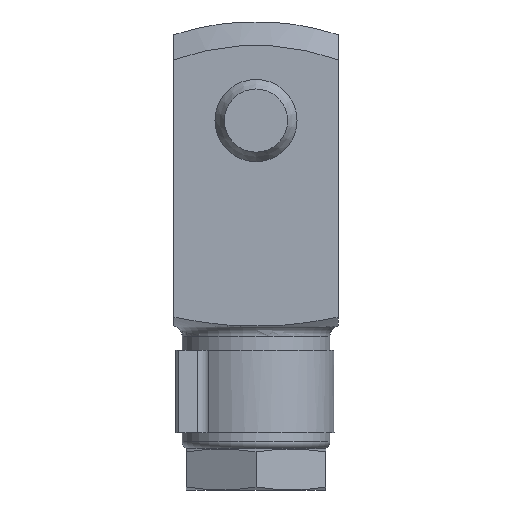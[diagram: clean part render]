
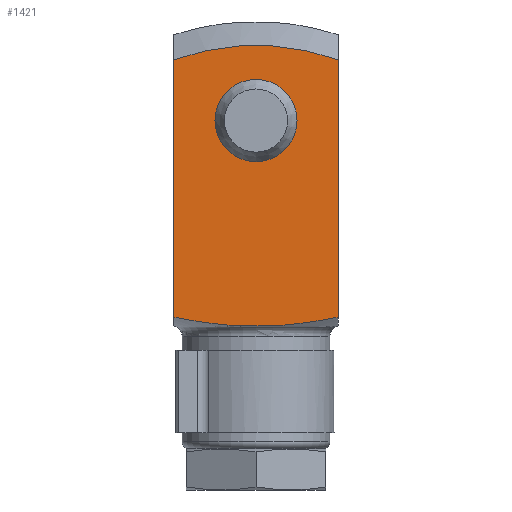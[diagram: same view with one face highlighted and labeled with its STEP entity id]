
A CAD part, left-side view. The second image highlights one B-rep face of the part: STEP entity #1421.
In plain terms, the highlighted face is planar.
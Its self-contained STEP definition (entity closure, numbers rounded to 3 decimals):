
#83=B_SPLINE_CURVE_WITH_KNOTS('',3,(#2178,#2179,#2180,#2181),
 .UNSPECIFIED.,.F.,.F.,(4,4),(0.,0.008),
 .UNSPECIFIED.);
#84=B_SPLINE_CURVE_WITH_KNOTS('',3,(#2183,#2184,#2185,#2186,#2187),
 .UNSPECIFIED.,.F.,.F.,(4,1,4),(0.023,0.025,0.027),
 .UNSPECIFIED.);
#85=B_SPLINE_CURVE_WITH_KNOTS('',3,(#2189,#2190,#2191,#2192),
 .UNSPECIFIED.,.F.,.F.,(4,4),(0.012,0.02),
 .UNSPECIFIED.);
#124=LINE('',#2176,#226);
#125=LINE('',#2194,#227);
#226=VECTOR('',#1740,1000.);
#227=VECTOR('',#1741,1000.);
#339=ORIENTED_EDGE('',*,*,#747,.T.);
#340=ORIENTED_EDGE('',*,*,#748,.F.);
#341=ORIENTED_EDGE('',*,*,#749,.F.);
#342=ORIENTED_EDGE('',*,*,#750,.T.);
#343=ORIENTED_EDGE('',*,*,#751,.T.);
#344=ORIENTED_EDGE('',*,*,#752,.T.);
#345=ORIENTED_EDGE('',*,*,#753,.F.);
#747=EDGE_CURVE('',#951,#951,#1079,.F.);
#748=EDGE_CURVE('',#952,#953,#1080,.F.);
#749=EDGE_CURVE('',#954,#952,#124,.T.);
#750=EDGE_CURVE('',#954,#955,#83,.T.);
#751=EDGE_CURVE('',#955,#956,#84,.T.);
#752=EDGE_CURVE('',#956,#957,#85,.T.);
#753=EDGE_CURVE('',#953,#957,#125,.T.);
#951=VERTEX_POINT('',#2172);
#952=VERTEX_POINT('',#2174);
#953=VERTEX_POINT('',#2175);
#954=VERTEX_POINT('',#2177);
#955=VERTEX_POINT('',#2182);
#956=VERTEX_POINT('',#2188);
#957=VERTEX_POINT('',#2193);
#1079=CIRCLE('',#1557,5.);
#1080=CIRCLE('',#1558,29.156);
#1142=EDGE_LOOP('',(#339));
#1143=EDGE_LOOP('',(#340,#341,#342,#343,#344,#345));
#1259=FACE_BOUND('',#1142,.T.);
#1260=FACE_BOUND('',#1143,.T.);
#1373=PLANE('',#1556);
#1421=ADVANCED_FACE('',(#1259,#1260),#1373,.T.);
#1556=AXIS2_PLACEMENT_3D('',#2170,#1734,#1735);
#1557=AXIS2_PLACEMENT_3D('',#2171,#1736,#1737);
#1558=AXIS2_PLACEMENT_3D('',#2173,#1738,#1739);
#1734=DIRECTION('',(1.,0.,0.));
#1735=DIRECTION('',(0.,0.,-1.));
#1736=DIRECTION('',(1.,0.,0.));
#1737=DIRECTION('',(0.,0.,-1.));
#1738=DIRECTION('',(1.,0.,0.));
#1739=DIRECTION('',(0.,0.,-1.));
#1740=DIRECTION('',(0.,0.,1.));
#1741=DIRECTION('',(0.,0.,-1.));
#2170=CARTESIAN_POINT('',(10.,21.,-40.));
#2171=CARTESIAN_POINT('',(10.,0.,0.));
#2172=CARTESIAN_POINT('',(10.,0.,-5.));
#2173=CARTESIAN_POINT('',(10.,0.,-20.));
#2174=CARTESIAN_POINT('',(10.,-10.,7.387));
#2175=CARTESIAN_POINT('',(10.,10.,7.387));
#2176=CARTESIAN_POINT('',(10.,-10.,-40.));
#2177=CARTESIAN_POINT('',(10.,-10.,-23.957));
#2178=CARTESIAN_POINT('',(10.,-10.,-23.957));
#2179=CARTESIAN_POINT('',(10.,-7.425,-24.445));
#2180=CARTESIAN_POINT('',(10.,-4.845,-24.847));
#2181=CARTESIAN_POINT('',(10.,-2.25,-25.));
#2182=CARTESIAN_POINT('',(10.,-2.25,-25.));
#2183=CARTESIAN_POINT('',(10.,-2.25,-25.));
#2184=CARTESIAN_POINT('',(10.,-1.501,-25.));
#2185=CARTESIAN_POINT('',(10.,-0.006,-25.051));
#2186=CARTESIAN_POINT('',(10.,1.499,-25.));
#2187=CARTESIAN_POINT('',(10.,2.25,-25.));
#2188=CARTESIAN_POINT('',(10.,2.25,-25.));
#2189=CARTESIAN_POINT('',(10.,2.25,-25.));
#2190=CARTESIAN_POINT('',(10.,4.839,-24.848));
#2191=CARTESIAN_POINT('',(10.,7.434,-24.443));
#2192=CARTESIAN_POINT('',(10.,10.,-23.957));
#2193=CARTESIAN_POINT('',(10.,10.,-23.957));
#2194=CARTESIAN_POINT('',(10.,10.,13.));
